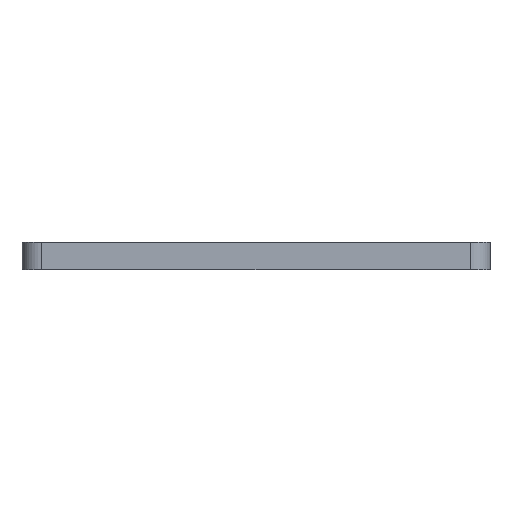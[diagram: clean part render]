
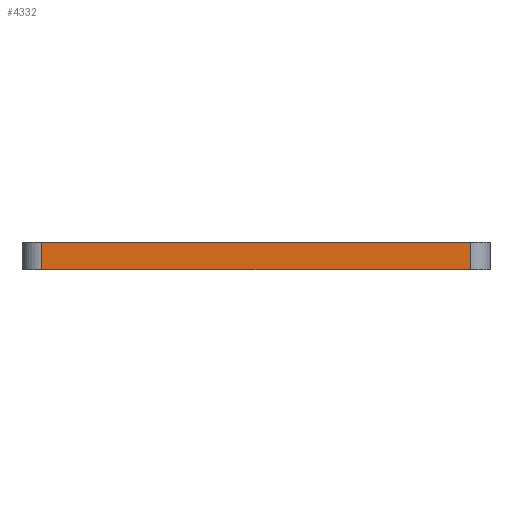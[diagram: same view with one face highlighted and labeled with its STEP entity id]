
A CAD part, left-side view. The second image highlights one B-rep face of the part: STEP entity #4332.
In plain terms, the highlighted planar face has unit normal (-1, 0, 0).
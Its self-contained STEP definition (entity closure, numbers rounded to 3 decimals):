
#86 = VECTOR ( 'NONE', #863, 1000. ) ;
#294 = CARTESIAN_POINT ( 'NONE',  ( -59., 54., 0. ) ) ;
#326 = PLANE ( 'NONE',  #4292 ) ;
#778 = VECTOR ( 'NONE', #2987, 1000. ) ;
#821 = DIRECTION ( 'NONE',  ( 0., 1., 0. ) ) ;
#863 = DIRECTION ( 'NONE',  ( 0., -1., 0. ) ) ;
#929 = LINE ( 'NONE', #6765, #86 ) ;
#1031 = FACE_OUTER_BOUND ( 'NONE', #5028, .T. ) ;
#1143 = ORIENTED_EDGE ( 'NONE', *, *, #4930, .T. ) ;
#1239 = DIRECTION ( 'NONE',  ( 0., 0., 1. ) ) ;
#1477 = VERTEX_POINT ( 'NONE', #5364 ) ;
#1611 = ORIENTED_EDGE ( 'NONE', *, *, #6201, .F. ) ;
#1649 = VERTEX_POINT ( 'NONE', #3311 ) ;
#1971 = DIRECTION ( 'NONE',  ( 0., -1., 0. ) ) ;
#2065 = CARTESIAN_POINT ( 'NONE',  ( -59., -54., 0. ) ) ;
#2916 = CARTESIAN_POINT ( 'NONE',  ( -59., 54., 6.9 ) ) ;
#2987 = DIRECTION ( 'NONE',  ( 0., 0., -1. ) ) ;
#2996 = DIRECTION ( 'NONE',  ( 1., 0., 0. ) ) ;
#3311 = CARTESIAN_POINT ( 'NONE',  ( -59., 54., 6.9 ) ) ;
#3312 = ORIENTED_EDGE ( 'NONE', *, *, #4812, .T. ) ;
#3391 = ORIENTED_EDGE ( 'NONE', *, *, #6376, .T. ) ;
#3922 = VECTOR ( 'NONE', #1239, 1000. ) ;
#4292 = AXIS2_PLACEMENT_3D ( 'NONE', #5133, #2996, #821 ) ;
#4332 = ADVANCED_FACE ( 'NONE', ( #1031 ), #326, .F. ) ;
#4365 = VECTOR ( 'NONE', #1971, 1000. ) ;
#4526 = VERTEX_POINT ( 'NONE', #2065 ) ;
#4544 = LINE ( 'NONE', #2916, #778 ) ;
#4807 = VERTEX_POINT ( 'NONE', #294 ) ;
#4812 = EDGE_CURVE ( 'NONE', #1649, #4807, #4544, .T. ) ;
#4930 = EDGE_CURVE ( 'NONE', #4807, #4526, #6162, .T. ) ;
#5028 = EDGE_LOOP ( 'NONE', ( #1143, #3391, #1611, #3312 ) ) ;
#5133 = CARTESIAN_POINT ( 'NONE',  ( -59., -59., 6.9 ) ) ;
#5214 = LINE ( 'NONE', #6608, #3922 ) ;
#5364 = CARTESIAN_POINT ( 'NONE',  ( -59., -54., 6.9 ) ) ;
#6162 = LINE ( 'NONE', #6285, #4365 ) ;
#6201 = EDGE_CURVE ( 'NONE', #1649, #1477, #929, .T. ) ;
#6285 = CARTESIAN_POINT ( 'NONE',  ( -59., -59., 0. ) ) ;
#6376 = EDGE_CURVE ( 'NONE', #4526, #1477, #5214, .T. ) ;
#6608 = CARTESIAN_POINT ( 'NONE',  ( -59., -54., 6.9 ) ) ;
#6765 = CARTESIAN_POINT ( 'NONE',  ( -59., -59., 6.9 ) ) ;
